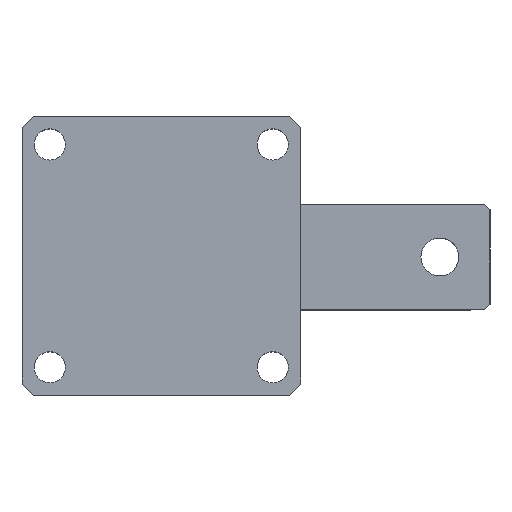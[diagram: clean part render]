
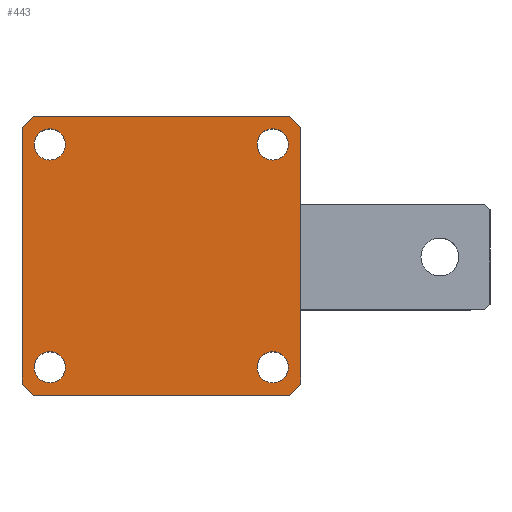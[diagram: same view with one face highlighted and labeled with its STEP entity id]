
A CAD part, top view. The second image highlights one B-rep face of the part: STEP entity #443.
In plain terms, the highlighted planar face has unit normal (0, 0, 1).
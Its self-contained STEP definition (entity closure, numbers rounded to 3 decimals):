
#443 = ADVANCED_FACE ( 'NONE', ( #1839, #1836, #1841, #1842, #1838 ), #2657, .T. ) ;
#970 = CARTESIAN_POINT ( 'NONE',  ( 17.2, 20., 28. ) ) ;
#975 = CARTESIAN_POINT ( 'NONE',  ( -17.2, -20., 28. ) ) ;
#987 = CARTESIAN_POINT ( 'NONE',  ( -23., -25., 28. ) ) ;
#989 = CARTESIAN_POINT ( 'NONE',  ( -17.2, 20., 28. ) ) ;
#1000 = CARTESIAN_POINT ( 'NONE',  ( -22.8, -20., 28. ) ) ;
#1001 = CARTESIAN_POINT ( 'NONE',  ( 23., -25., 28. ) ) ;
#1002 = CARTESIAN_POINT ( 'NONE',  ( 17.2, -20., 28. ) ) ;
#1007 = CARTESIAN_POINT ( 'NONE',  ( 22.8, 20., 28. ) ) ;
#1010 = CARTESIAN_POINT ( 'NONE',  ( 22.8, -20., 28. ) ) ;
#1022 = CARTESIAN_POINT ( 'NONE',  ( -22.8, 20., 28. ) ) ;
#1335 = LINE ( 'NONE', #6500, #1336 ) ;
#1336 = VECTOR ( 'NONE', #6490, 1000. ) ;
#1337 = CIRCLE ( 'NONE', #5508, 2.8 ) ;
#1338 = CIRCLE ( 'NONE', #5509, 2.8 ) ;
#1588 = CIRCLE ( 'NONE', #5521, 2.8 ) ;
#1592 = CIRCLE ( 'NONE', #5523, 2.8 ) ;
#1836 = FACE_BOUND ( 'NONE', #3483, .T. ) ;
#1838 = FACE_BOUND ( 'NONE', #3487, .T. ) ;
#1839 = FACE_BOUND ( 'NONE', #3484, .T. ) ;
#1841 = FACE_OUTER_BOUND ( 'NONE', #3485, .T. ) ;
#1842 = FACE_BOUND ( 'NONE', #3489, .T. ) ;
#1967 = CIRCLE ( 'NONE', #5519, 2.8 ) ;
#2037 = ORIENTED_EDGE ( 'NONE', *, *, #4949, .T. ) ;
#2051 = ORIENTED_EDGE ( 'NONE', *, *, #4945, .F. ) ;
#2052 = ORIENTED_EDGE ( 'NONE', *, *, #4948, .T. ) ;
#2053 = ORIENTED_EDGE ( 'NONE', *, *, #3247, .T. ) ;
#2062 = ORIENTED_EDGE ( 'NONE', *, *, #5030, .F. ) ;
#2087 = ORIENTED_EDGE ( 'NONE', *, *, #4947, .T. ) ;
#2088 = ORIENTED_EDGE ( 'NONE', *, *, #5035, .F. ) ;
#2089 = ORIENTED_EDGE ( 'NONE', *, *, #4943, .F. ) ;
#2090 = ORIENTED_EDGE ( 'NONE', *, *, #4998, .T. ) ;
#2095 = ORIENTED_EDGE ( 'NONE', *, *, #4954, .F. ) ;
#2139 = VECTOR ( 'NONE', #2947, 1000. ) ;
#2142 = LINE ( 'NONE', #2948, #2139 ) ;
#2157 = LINE ( 'NONE', #3125, #2159 ) ;
#2159 = VECTOR ( 'NONE', #3114, 1000. ) ;
#2310 = VERTEX_POINT ( 'NONE', #3998 ) ;
#2346 = VERTEX_POINT ( 'NONE', #3807 ) ;
#2427 = VERTEX_POINT ( 'NONE', #3783 ) ;
#2435 = VERTEX_POINT ( 'NONE', #4028 ) ;
#2457 = VERTEX_POINT ( 'NONE', #3813 ) ;
#2582 = CIRCLE ( 'NONE', #5517, 2.8 ) ;
#2649 = DIRECTION ( 'NONE',  ( 1., 0., 0. ) ) ;
#2652 = CARTESIAN_POINT ( 'NONE',  ( 0., 0., 28. ) ) ;
#2657 = PLANE ( 'NONE',  #5218 ) ;
#2664 = DIRECTION ( 'NONE',  ( 0., 0., 1. ) ) ;
#2884 = CARTESIAN_POINT ( 'NONE',  ( 23., 25., 28. ) ) ;
#2947 = DIRECTION ( 'NONE',  ( -1., 0., 0. ) ) ;
#2948 = CARTESIAN_POINT ( 'NONE',  ( -25., 25., 28. ) ) ;
#3114 = DIRECTION ( 'NONE',  ( 0., 1., 0. ) ) ;
#3125 = CARTESIAN_POINT ( 'NONE',  ( 25., 25., 28. ) ) ;
#3247 = EDGE_CURVE ( 'NONE', #2346, #2435, #2157, .T. ) ;
#3272 = EDGE_CURVE ( 'NONE', #3290, #2427, #2142, .T. ) ;
#3290 = VERTEX_POINT ( 'NONE', #2884 ) ;
#3316 = VERTEX_POINT ( 'NONE', #1022 ) ;
#3328 = VERTEX_POINT ( 'NONE', #1010 ) ;
#3331 = VERTEX_POINT ( 'NONE', #1007 ) ;
#3336 = VERTEX_POINT ( 'NONE', #1002 ) ;
#3337 = VERTEX_POINT ( 'NONE', #1001 ) ;
#3338 = VERTEX_POINT ( 'NONE', #1000 ) ;
#3349 = VERTEX_POINT ( 'NONE', #989 ) ;
#3351 = VERTEX_POINT ( 'NONE', #987 ) ;
#3363 = VERTEX_POINT ( 'NONE', #975 ) ;
#3368 = VERTEX_POINT ( 'NONE', #970 ) ;
#3483 = EDGE_LOOP ( 'NONE', ( #4765, #4766 ) ) ;
#3484 = EDGE_LOOP ( 'NONE', ( #2062, #2095 ) ) ;
#3485 = EDGE_LOOP ( 'NONE', ( #4881, #4799, #4767, #2037, #2090, #2052, #2053, #2087 ) ) ;
#3487 = EDGE_LOOP ( 'NONE', ( #2088, #2089 ) ) ;
#3489 = EDGE_LOOP ( 'NONE', ( #4812, #2051 ) ) ;
#3783 = CARTESIAN_POINT ( 'NONE',  ( -23., 25., 28. ) ) ;
#3807 = CARTESIAN_POINT ( 'NONE',  ( 25., -23., 28. ) ) ;
#3813 = CARTESIAN_POINT ( 'NONE',  ( -25., 23., 28. ) ) ;
#3998 = CARTESIAN_POINT ( 'NONE',  ( -25., -23., 28. ) ) ;
#4028 = CARTESIAN_POINT ( 'NONE',  ( 25., 23., 28. ) ) ;
#4501 = VECTOR ( 'NONE', #6593, 1000. ) ;
#4504 = LINE ( 'NONE', #6592, #4501 ) ;
#4509 = LINE ( 'NONE', #6506, #4515 ) ;
#4510 = CIRCLE ( 'NONE', #5511, 2.8 ) ;
#4513 = VECTOR ( 'NONE', #6509, 1000. ) ;
#4514 = CIRCLE ( 'NONE', #5510, 2.8 ) ;
#4515 = VECTOR ( 'NONE', #6507, 1000. ) ;
#4516 = LINE ( 'NONE', #6508, #4513 ) ;
#4517 = VECTOR ( 'NONE', #6505, 1000. ) ;
#4518 = LINE ( 'NONE', #6504, #4517 ) ;
#4765 = ORIENTED_EDGE ( 'NONE', *, *, #5015, .F. ) ;
#4766 = ORIENTED_EDGE ( 'NONE', *, *, #4953, .F. ) ;
#4767 = ORIENTED_EDGE ( 'NONE', *, *, #4976, .T. ) ;
#4799 = ORIENTED_EDGE ( 'NONE', *, *, #4951, .T. ) ;
#4812 = ORIENTED_EDGE ( 'NONE', *, *, #5023, .F. ) ;
#4881 = ORIENTED_EDGE ( 'NONE', *, *, #3272, .T. ) ;
#4943 = EDGE_CURVE ( 'NONE', #3349, #3316, #1337, .T. ) ;
#4945 = EDGE_CURVE ( 'NONE', #3328, #3336, #1338, .T. ) ;
#4947 = EDGE_CURVE ( 'NONE', #2435, #3290, #1335, .T. ) ;
#4948 = EDGE_CURVE ( 'NONE', #3337, #2346, #4518, .T. ) ;
#4949 = EDGE_CURVE ( 'NONE', #2310, #3351, #4509, .T. ) ;
#4951 = EDGE_CURVE ( 'NONE', #2427, #2457, #4516, .T. ) ;
#4953 = EDGE_CURVE ( 'NONE', #3331, #3368, #4514, .T. ) ;
#4954 = EDGE_CURVE ( 'NONE', #3363, #3338, #4510, .T. ) ;
#4976 = EDGE_CURVE ( 'NONE', #2457, #2310, #4504, .T. ) ;
#4998 = EDGE_CURVE ( 'NONE', #3351, #3337, #6065, .T. ) ;
#5015 = EDGE_CURVE ( 'NONE', #3368, #3331, #2582, .T. ) ;
#5023 = EDGE_CURVE ( 'NONE', #3336, #3328, #1967, .T. ) ;
#5030 = EDGE_CURVE ( 'NONE', #3338, #3363, #1588, .T. ) ;
#5035 = EDGE_CURVE ( 'NONE', #3316, #3349, #1592, .T. ) ;
#5218 = AXIS2_PLACEMENT_3D ( 'NONE', #2652, #2664, #2649 ) ;
#5508 = AXIS2_PLACEMENT_3D ( 'NONE', #6497, #6498, #6499 ) ;
#5509 = AXIS2_PLACEMENT_3D ( 'NONE', #6501, #6502, #6503 ) ;
#5510 = AXIS2_PLACEMENT_3D ( 'NONE', #6510, #6511, #6512 ) ;
#5511 = AXIS2_PLACEMENT_3D ( 'NONE', #6514, #6515, #6516 ) ;
#5517 = AXIS2_PLACEMENT_3D ( 'NONE', #6641, #6642, #6643 ) ;
#5519 = AXIS2_PLACEMENT_3D ( 'NONE', #6651, #6652, #6653 ) ;
#5521 = AXIS2_PLACEMENT_3D ( 'NONE', #6661, #6662, #6663 ) ;
#5523 = AXIS2_PLACEMENT_3D ( 'NONE', #6670, #6671, #6672 ) ;
#6065 = LINE ( 'NONE', #6610, #6075 ) ;
#6075 = VECTOR ( 'NONE', #6616, 1000. ) ;
#6490 = DIRECTION ( 'NONE',  ( -0.707, 0.707, 0. ) ) ;
#6497 = CARTESIAN_POINT ( 'NONE',  ( -20., 20., 28. ) ) ;
#6498 = DIRECTION ( 'NONE',  ( 0., 0., 1. ) ) ;
#6499 = DIRECTION ( 'NONE',  ( 1., 0., 0. ) ) ;
#6500 = CARTESIAN_POINT ( 'NONE',  ( 24., 24., 28. ) ) ;
#6501 = CARTESIAN_POINT ( 'NONE',  ( 20., -20., 28. ) ) ;
#6502 = DIRECTION ( 'NONE',  ( 0., 0., 1. ) ) ;
#6503 = DIRECTION ( 'NONE',  ( 1., 0., 0. ) ) ;
#6504 = CARTESIAN_POINT ( 'NONE',  ( 24., -24., 28. ) ) ;
#6505 = DIRECTION ( 'NONE',  ( 0.707, 0.707, 0. ) ) ;
#6506 = CARTESIAN_POINT ( 'NONE',  ( -24., -24., 28. ) ) ;
#6507 = DIRECTION ( 'NONE',  ( 0.707, -0.707, 0. ) ) ;
#6508 = CARTESIAN_POINT ( 'NONE',  ( -24., 24., 28. ) ) ;
#6509 = DIRECTION ( 'NONE',  ( -0.707, -0.707, 0. ) ) ;
#6510 = CARTESIAN_POINT ( 'NONE',  ( 20., 20., 28. ) ) ;
#6511 = DIRECTION ( 'NONE',  ( 0., 0., 1. ) ) ;
#6512 = DIRECTION ( 'NONE',  ( 1., 0., 0. ) ) ;
#6514 = CARTESIAN_POINT ( 'NONE',  ( -20., -20., 28. ) ) ;
#6515 = DIRECTION ( 'NONE',  ( 0., 0., 1. ) ) ;
#6516 = DIRECTION ( 'NONE',  ( 1., 0., 0. ) ) ;
#6592 = CARTESIAN_POINT ( 'NONE',  ( -25., 25., 28. ) ) ;
#6593 = DIRECTION ( 'NONE',  ( 0., -1., 0. ) ) ;
#6610 = CARTESIAN_POINT ( 'NONE',  ( -25., -25., 28. ) ) ;
#6616 = DIRECTION ( 'NONE',  ( 1., 0., 0. ) ) ;
#6641 = CARTESIAN_POINT ( 'NONE',  ( 20., 20., 28. ) ) ;
#6642 = DIRECTION ( 'NONE',  ( 0., 0., 1. ) ) ;
#6643 = DIRECTION ( 'NONE',  ( 1., 0., 0. ) ) ;
#6651 = CARTESIAN_POINT ( 'NONE',  ( 20., -20., 28. ) ) ;
#6652 = DIRECTION ( 'NONE',  ( 0., 0., 1. ) ) ;
#6653 = DIRECTION ( 'NONE',  ( 1., 0., 0. ) ) ;
#6661 = CARTESIAN_POINT ( 'NONE',  ( -20., -20., 28. ) ) ;
#6662 = DIRECTION ( 'NONE',  ( 0., 0., 1. ) ) ;
#6663 = DIRECTION ( 'NONE',  ( 1., 0., 0. ) ) ;
#6670 = CARTESIAN_POINT ( 'NONE',  ( -20., 20., 28. ) ) ;
#6671 = DIRECTION ( 'NONE',  ( 0., 0., 1. ) ) ;
#6672 = DIRECTION ( 'NONE',  ( 1., 0., 0. ) ) ;
